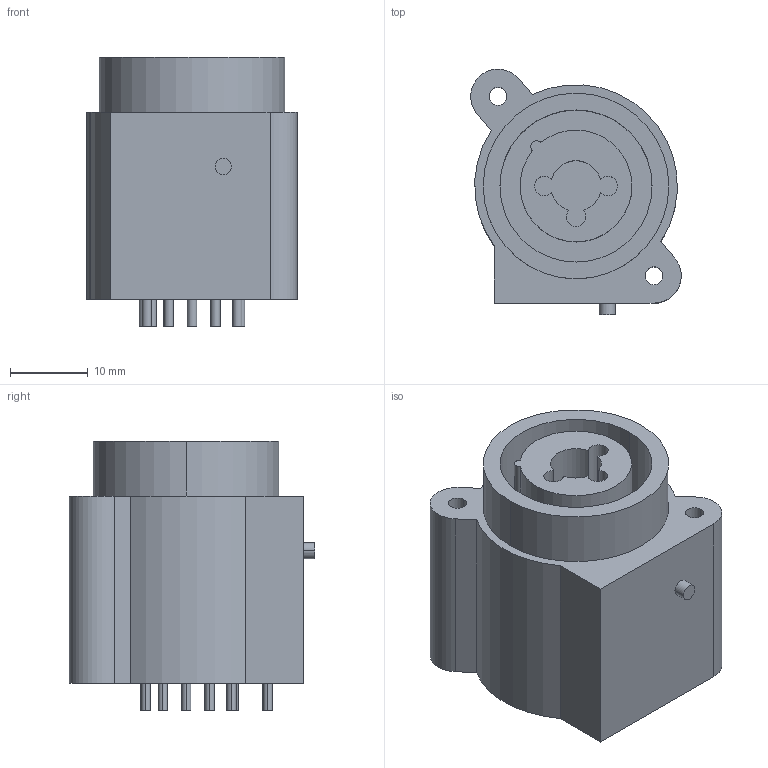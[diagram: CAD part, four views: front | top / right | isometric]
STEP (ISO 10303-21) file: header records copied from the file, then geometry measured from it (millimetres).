
FILE_DESCRIPTION((''),'2;1');
FILE_NAME('D-NCJ9FI-V-0','2016-05-31T',('odo'),(''),'CREO PARAMETRIC BY PTC INC, 2015380','CREO PARAMETRIC BY PTC INC, 2015380','');
FILE_SCHEMA(('CONFIG_CONTROL_DESIGN'));
Length unit declared in the file: millimetre
Products named in the file (1): D-NCJ9FI-V-0
Bounding box: 26.99 x 31.5 x 34.5 mm (x, y, z)
Volume: 16314.2 mm3; surface area: 6711.7 mm2
Topology: 1 solids, 1 shells, 64 faces, 141 edges, 94 vertices
Faces by surface type: cylinder 42, plane 22
Entity records: 1855 total; most frequent: DIRECTION 353, CARTESIAN_POINT 299, ORIENTED_EDGE 282, AXIS2_PLACEMENT_3D 148, EDGE_CURVE 141, VERTEX_POINT 94, CIRCLE 84, EDGE_LOOP 83
